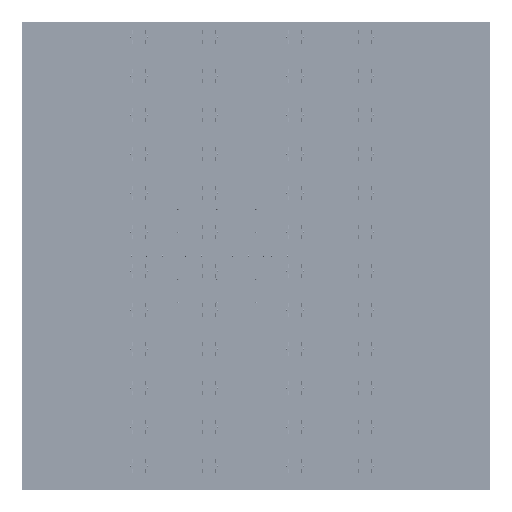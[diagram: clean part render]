
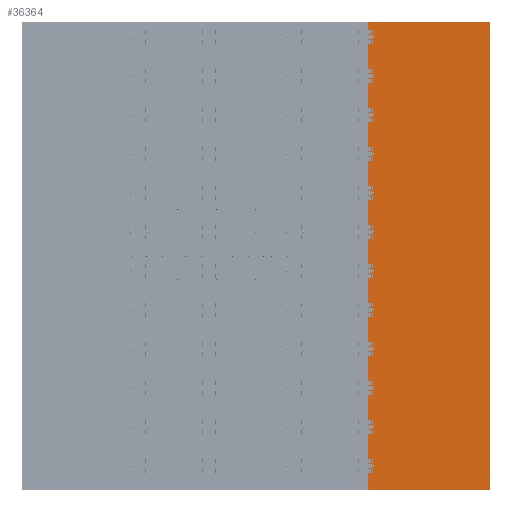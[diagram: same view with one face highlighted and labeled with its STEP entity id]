
A CAD part, front view. The second image highlights one B-rep face of the part: STEP entity #36364.
In plain terms, the highlighted planar face has unit normal (0, -1, 0).
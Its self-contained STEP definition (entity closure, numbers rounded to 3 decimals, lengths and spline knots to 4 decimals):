
#9787=FACE_OUTER_BOUND('',#12376,.T.);
#12376=EDGE_LOOP('',(#28216,#28217,#28218,#28219));
#16447=LINE('',#58754,#18342);
#16449=LINE('',#58758,#18344);
#16450=LINE('',#58760,#18345);
#16451=LINE('',#58761,#18346);
#18342=VECTOR('',#46490,6.);
#18344=VECTOR('',#46494,1.595);
#18345=VECTOR('',#46495,6.);
#18346=VECTOR('',#46496,1.595);
#20333=VERTEX_POINT('',#58751);
#20334=VERTEX_POINT('',#58753);
#20335=VERTEX_POINT('',#58757);
#20336=VERTEX_POINT('',#58759);
#23672=EDGE_CURVE('',#20334,#20333,#16447,.T.);
#23674=EDGE_CURVE('',#20335,#20333,#16449,.T.);
#23675=EDGE_CURVE('',#20336,#20335,#16450,.T.);
#23676=EDGE_CURVE('',#20334,#20336,#16451,.T.);
#28216=ORIENTED_EDGE('',*,*,#23674,.F.);
#28217=ORIENTED_EDGE('',*,*,#23675,.F.);
#28218=ORIENTED_EDGE('',*,*,#23676,.F.);
#28219=ORIENTED_EDGE('',*,*,#23672,.T.);
#35539=PLANE('',#39655);
#36364=ADVANCED_FACE('',(#9787),#35539,.F.);
#39655=AXIS2_PLACEMENT_3D('',#58756,#46492,#46493);
#46490=DIRECTION('',(0.,0.,-1.));
#46492=DIRECTION('center_axis',(0.,1.,0.));
#46493=DIRECTION('ref_axis',(0.,0.,1.));
#46494=DIRECTION('',(-1.,0.,0.));
#46495=DIRECTION('',(0.,0.,-1.));
#46496=DIRECTION('',(1.,0.,0.));
#58751=CARTESIAN_POINT('',(2.205,-0.05,-3.));
#58753=CARTESIAN_POINT('',(2.205,-0.05,3.));
#58754=CARTESIAN_POINT('',(2.205,-0.05,3.));
#58756=CARTESIAN_POINT('Origin',(-2.2,-0.05,3.));
#58757=CARTESIAN_POINT('',(3.8,-0.05,-3.));
#58758=CARTESIAN_POINT('',(3.8,-0.05,-3.));
#58759=CARTESIAN_POINT('',(3.8,-0.05,3.));
#58760=CARTESIAN_POINT('',(3.8,-0.05,3.));
#58761=CARTESIAN_POINT('',(2.25,-0.05,3.));
